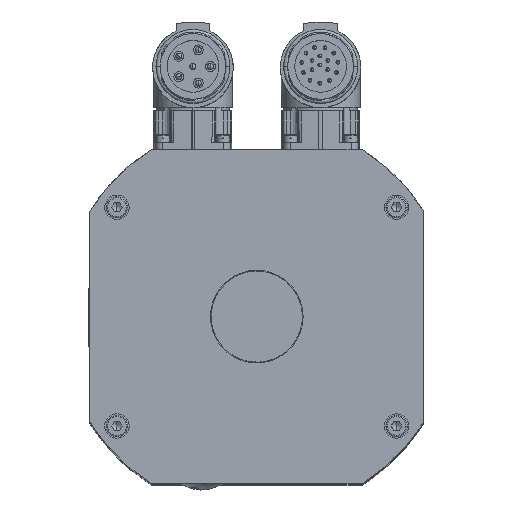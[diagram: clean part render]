
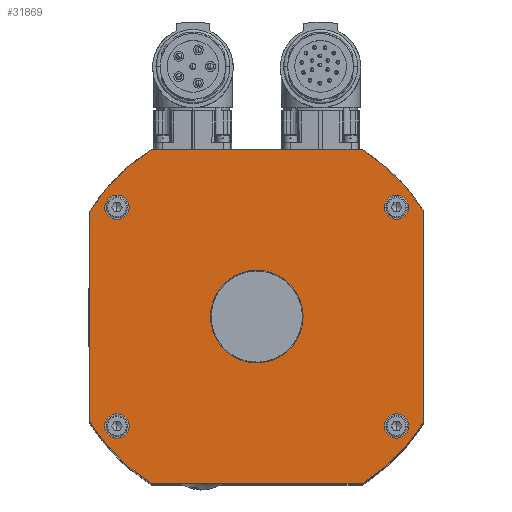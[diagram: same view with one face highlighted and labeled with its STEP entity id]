
A CAD part, top view. The second image highlights one B-rep face of the part: STEP entity #31869.
In plain terms, the highlighted face is planar.
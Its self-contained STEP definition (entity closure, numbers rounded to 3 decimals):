
#6197=CARTESIAN_POINT('',(0.,15.25,272.5));
#6198=VERTEX_POINT('',#6197);
#6214=CARTESIAN_POINT('',(0.,-15.25,272.5));
#6215=VERTEX_POINT('',#6214);
#6222=CARTESIAN_POINT('',(0.,0.,272.5));
#6223=DIRECTION('',(0.0,0.0,-1.0));
#6224=DIRECTION('',(0.0,1.0,0.0));
#6225=AXIS2_PLACEMENT_3D('',#6222,#6223,#6224);
#6226=CIRCLE('',#6225,15.25);
#6227=EDGE_CURVE('',#6198,#6215,#6226,.T.);
#6260=CARTESIAN_POINT('',(-46.,-40.,272.5));
#6261=VERTEX_POINT('',#6260);
#6277=CARTESIAN_POINT('',(-46.,-32.,272.5));
#6278=VERTEX_POINT('',#6277);
#6285=CARTESIAN_POINT('',(-46.,-36.,272.5));
#6286=DIRECTION('',(0.0,0.0,-1.0));
#6287=DIRECTION('',(0.0,-1.0,0.0));
#6288=AXIS2_PLACEMENT_3D('',#6285,#6286,#6287);
#6289=CIRCLE('',#6288,4.0);
#6290=EDGE_CURVE('',#6261,#6278,#6289,.T.);
#6323=CARTESIAN_POINT('',(46.,-40.,272.5));
#6324=VERTEX_POINT('',#6323);
#6340=CARTESIAN_POINT('',(46.,-32.,272.5));
#6341=VERTEX_POINT('',#6340);
#6348=CARTESIAN_POINT('',(46.,-36.,272.5));
#6349=DIRECTION('',(0.0,0.0,-1.0));
#6350=DIRECTION('',(0.0,-1.0,0.0));
#6351=AXIS2_PLACEMENT_3D('',#6348,#6349,#6350);
#6352=CIRCLE('',#6351,4.0);
#6353=EDGE_CURVE('',#6324,#6341,#6352,.T.);
#6386=CARTESIAN_POINT('',(46.,32.,272.5));
#6387=VERTEX_POINT('',#6386);
#6403=CARTESIAN_POINT('',(46.,40.,272.5));
#6404=VERTEX_POINT('',#6403);
#6411=CARTESIAN_POINT('',(46.,36.,272.5));
#6412=DIRECTION('',(0.0,0.0,-1.0));
#6413=DIRECTION('',(0.0,-1.0,0.0));
#6414=AXIS2_PLACEMENT_3D('',#6411,#6412,#6413);
#6415=CIRCLE('',#6414,4.0);
#6416=EDGE_CURVE('',#6387,#6404,#6415,.T.);
#6449=CARTESIAN_POINT('',(-46.,32.,272.5));
#6450=VERTEX_POINT('',#6449);
#6466=CARTESIAN_POINT('',(-46.,40.,272.5));
#6467=VERTEX_POINT('',#6466);
#6474=CARTESIAN_POINT('',(-46.,36.,272.5));
#6475=DIRECTION('',(0.0,0.0,-1.0));
#6476=DIRECTION('',(0.0,-1.0,0.0));
#6477=AXIS2_PLACEMENT_3D('',#6474,#6475,#6476);
#6478=CIRCLE('',#6477,4.0);
#6479=EDGE_CURVE('',#6450,#6467,#6478,.T.);
#31135=CARTESIAN_POINT('',(-46.,36.,272.5));
#31136=DIRECTION('',(0.0,0.0,-1.0));
#31137=DIRECTION('',(0.0,-1.0,0.0));
#31138=AXIS2_PLACEMENT_3D('',#31135,#31136,#31137);
#31139=CIRCLE('',#31138,4.0);
#31140=EDGE_CURVE('',#6467,#6450,#31139,.T.);
#31200=CARTESIAN_POINT('',(46.,36.,272.5));
#31201=DIRECTION('',(0.0,0.0,-1.0));
#31202=DIRECTION('',(0.0,-1.0,0.0));
#31203=AXIS2_PLACEMENT_3D('',#31200,#31201,#31202);
#31204=CIRCLE('',#31203,4.0);
#31205=EDGE_CURVE('',#6404,#6387,#31204,.T.);
#31259=CARTESIAN_POINT('',(46.,-36.,272.5));
#31260=DIRECTION('',(0.0,0.0,-1.0));
#31261=DIRECTION('',(0.0,-1.0,0.0));
#31262=AXIS2_PLACEMENT_3D('',#31259,#31260,#31261);
#31263=CIRCLE('',#31262,4.0);
#31264=EDGE_CURVE('',#6341,#6324,#31263,.T.);
#31318=CARTESIAN_POINT('',(-46.,-36.,272.5));
#31319=DIRECTION('',(0.0,0.0,-1.0));
#31320=DIRECTION('',(0.0,-1.0,0.0));
#31321=AXIS2_PLACEMENT_3D('',#31318,#31319,#31320);
#31322=CIRCLE('',#31321,4.0);
#31323=EDGE_CURVE('',#6278,#6261,#31322,.T.);
#31336=CARTESIAN_POINT('',(0.,0.,272.5));
#31337=DIRECTION('',(0.0,0.0,-1.0));
#31338=DIRECTION('',(0.0,1.0,0.0));
#31339=AXIS2_PLACEMENT_3D('',#31336,#31337,#31338);
#31340=CIRCLE('',#31339,15.25);
#31341=EDGE_CURVE('',#6215,#6198,#31340,.T.);
#31383=CARTESIAN_POINT('',(-34.641,55.,272.5));
#31384=VERTEX_POINT('',#31383);
#31391=CARTESIAN_POINT('',(34.641,55.,272.5));
#31392=VERTEX_POINT('',#31391);
#31393=CARTESIAN_POINT('',(34.641,55.,272.5));
#31394=DIRECTION('',(-1.0,0.0,0.0));
#31395=VECTOR('',#31394,69.282);
#31396=LINE('',#31393,#31395);
#31397=EDGE_CURVE('',#31392,#31384,#31396,.T.);
#31446=CARTESIAN_POINT('',(-55.,34.641,272.5));
#31447=VERTEX_POINT('',#31446);
#31454=CARTESIAN_POINT('',(0.,0.,272.5));
#31455=DIRECTION('',(0.,0.,1.0));
#31456=DIRECTION('',(0.846,-0.533,0.));
#31457=AXIS2_PLACEMENT_3D('',#31454,#31455,#31456);
#31458=CIRCLE('',#31457,65.);
#31459=EDGE_CURVE('',#31384,#31447,#31458,.T.);
#31506=CARTESIAN_POINT('',(-55.,-34.641,272.5));
#31507=VERTEX_POINT('',#31506);
#31514=CARTESIAN_POINT('',(-55.,34.641,272.5));
#31515=DIRECTION('',(0.0,-1.0,0.0));
#31516=VECTOR('',#31515,69.282);
#31517=LINE('',#31514,#31516);
#31518=EDGE_CURVE('',#31447,#31507,#31517,.T.);
#31570=CARTESIAN_POINT('',(-34.641,-55.,272.5));
#31571=VERTEX_POINT('',#31570);
#31578=CARTESIAN_POINT('',(0.,0.,272.5));
#31579=DIRECTION('',(0.,0.,1.0));
#31580=DIRECTION('',(0.533,0.846,0.));
#31581=AXIS2_PLACEMENT_3D('',#31578,#31579,#31580);
#31582=CIRCLE('',#31581,65.0);
#31583=EDGE_CURVE('',#31507,#31571,#31582,.T.);
#31602=CARTESIAN_POINT('',(34.641,-55.,272.5));
#31603=VERTEX_POINT('',#31602);
#31610=CARTESIAN_POINT('',(-34.641,-55.,272.5));
#31611=DIRECTION('',(1.0,0.0,0.0));
#31612=VECTOR('',#31611,69.282);
#31613=LINE('',#31610,#31612);
#31614=EDGE_CURVE('',#31571,#31603,#31613,.T.);
#31658=CARTESIAN_POINT('',(55.,-34.641,272.5));
#31659=VERTEX_POINT('',#31658);
#31666=CARTESIAN_POINT('',(0.,0.,272.5));
#31667=DIRECTION('',(0.,0.,1.));
#31668=DIRECTION('',(-0.846,0.533,0.));
#31669=AXIS2_PLACEMENT_3D('',#31666,#31667,#31668);
#31670=CIRCLE('',#31669,65.0);
#31671=EDGE_CURVE('',#31603,#31659,#31670,.T.);
#31718=CARTESIAN_POINT('',(55.,34.641,272.5));
#31719=VERTEX_POINT('',#31718);
#31726=CARTESIAN_POINT('',(55.,-34.641,272.5));
#31727=DIRECTION('',(0.0,1.0,0.0));
#31728=VECTOR('',#31727,69.282);
#31729=LINE('',#31726,#31728);
#31730=EDGE_CURVE('',#31659,#31719,#31729,.T.);
#31773=CARTESIAN_POINT('',(0.,0.,272.5));
#31774=DIRECTION('',(0.,0.,1.));
#31775=DIRECTION('',(-0.533,-0.846,0.));
#31776=AXIS2_PLACEMENT_3D('',#31773,#31774,#31775);
#31777=CIRCLE('',#31776,65.);
#31778=EDGE_CURVE('',#31719,#31392,#31777,.T.);
#31834=CARTESIAN_POINT('',(0.,0.,272.5));
#31835=DIRECTION('',(0.0,0.0,-1.0));
#31836=DIRECTION('',(0.0,1.0,0.0));
#31837=AXIS2_PLACEMENT_3D('',#31834,#31835,#31836);
#31838=PLANE('',#31837);
#31839=ORIENTED_EDGE('',*,*,#31778,.T.);
#31840=ORIENTED_EDGE('',*,*,#31397,.T.);
#31841=ORIENTED_EDGE('',*,*,#31459,.T.);
#31842=ORIENTED_EDGE('',*,*,#31518,.T.);
#31843=ORIENTED_EDGE('',*,*,#31583,.T.);
#31844=ORIENTED_EDGE('',*,*,#31614,.T.);
#31845=ORIENTED_EDGE('',*,*,#31671,.T.);
#31846=ORIENTED_EDGE('',*,*,#31730,.T.);
#31847=EDGE_LOOP('',(#31839,#31840,#31841,#31842,#31843,#31844,#31845,#31846));
#31848=FACE_OUTER_BOUND('',#31847,.T.);
#31849=ORIENTED_EDGE('',*,*,#6479,.T.);
#31850=ORIENTED_EDGE('',*,*,#31140,.T.);
#31851=EDGE_LOOP('',(#31849,#31850));
#31852=FACE_BOUND('',#31851,.T.);
#31853=ORIENTED_EDGE('',*,*,#6416,.T.);
#31854=ORIENTED_EDGE('',*,*,#31205,.T.);
#31855=EDGE_LOOP('',(#31853,#31854));
#31856=FACE_BOUND('',#31855,.T.);
#31857=ORIENTED_EDGE('',*,*,#6353,.T.);
#31858=ORIENTED_EDGE('',*,*,#31264,.T.);
#31859=EDGE_LOOP('',(#31857,#31858));
#31860=FACE_BOUND('',#31859,.T.);
#31861=ORIENTED_EDGE('',*,*,#6290,.T.);
#31862=ORIENTED_EDGE('',*,*,#31323,.T.);
#31863=EDGE_LOOP('',(#31861,#31862));
#31864=FACE_BOUND('',#31863,.T.);
#31865=ORIENTED_EDGE('',*,*,#31341,.T.);
#31866=ORIENTED_EDGE('',*,*,#6227,.T.);
#31867=EDGE_LOOP('',(#31865,#31866));
#31868=FACE_BOUND('',#31867,.T.);
#31869=ADVANCED_FACE('',(#31848,#31852,#31856,#31860,#31864,#31868),#31838,.F.);
